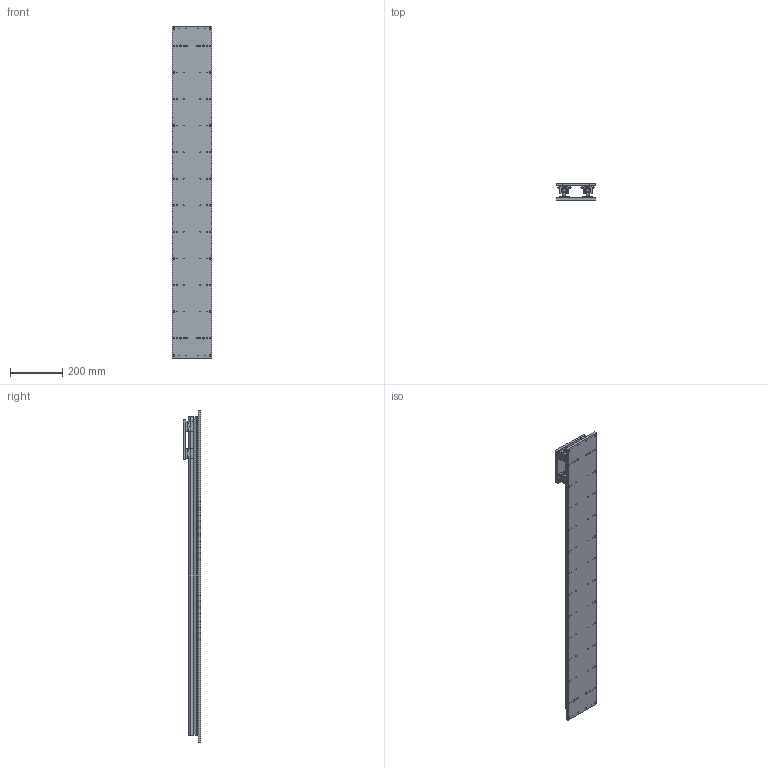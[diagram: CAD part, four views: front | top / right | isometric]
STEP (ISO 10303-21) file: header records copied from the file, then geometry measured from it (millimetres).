
FILE_DESCRIPTION (( 'STEP AP214' ), '1' );
FILE_NAME ('LinearSlide2_77108B425A.step', '2021-10-07T12:20:00', ( '' ), ( '' ), 'SwSTEP 2.0', 'SolidWorks 2019', '' );
FILE_SCHEMA (( 'AUTOMOTIVE_DESIGN' ));
Length unit declared in the file: inch
Products named in the file (5): Rjfjg0QuQg_CADModel_0; Rjfjg0QuQg_CADModel_1; LinearSlide2_77108B425A
Assembly tree (2 placements, depth 2):
  Rjfjg0QuQg_CADModel_1
  Rjfjg0QuQg_CADModel_0
  LinearSlide2_77108B425A
    Rjfjg0QuQg_CADModel_1
    Rjfjg0QuQg_CADModel_0
Bounding box: 152.4 x 65.09 x 1270 mm (x, y, z)
Volume: 3258642.7 mm3; surface area: 977033.5 mm2
Topology: 126 solids, 126 shells, 3783 faces, 8860 edges, 5356 vertices
Faces by surface type: plane 1501, cylinder 1246, cone 828, torus 96, sphere 96, bspline 16
Entity records: 162319 total; most frequent: CARTESIAN_POINT 23245, DIRECTION 19534, ORIENTED_EDGE 17368, EDGE_CURVE 8684, AXIS2_PLACEMENT_3D 7613, VERTEX_POINT 5356, EDGE_LOOP 4424, LINE 4308
